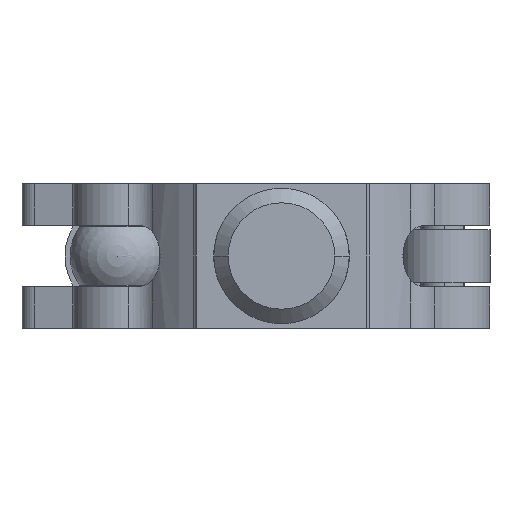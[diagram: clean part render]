
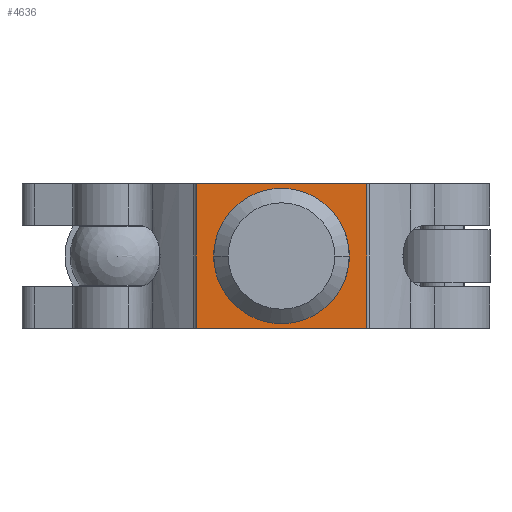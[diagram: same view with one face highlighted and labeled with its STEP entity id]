
A CAD part, front view. The second image highlights one B-rep face of the part: STEP entity #4636.
In plain terms, the highlighted planar face has unit normal (0, -1, 0).
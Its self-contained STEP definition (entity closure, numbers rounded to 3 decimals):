
#360 = DIRECTION ( 'NONE',  ( 0., 1., 0. ) ) ;
#928 = EDGE_CURVE ( 'NONE', #6028, #3572, #5861, .T. ) ;
#1047 = DIRECTION ( 'NONE',  ( 0., 0., 1. ) ) ;
#1415 = DIRECTION ( 'NONE',  ( 0., 0., 1. ) ) ;
#1625 = AXIS2_PLACEMENT_3D ( 'NONE', #8618, #360, #1415 ) ;
#1730 = CARTESIAN_POINT ( 'NONE',  ( -17.625, 0., 14.95 ) ) ;
#1909 = EDGE_CURVE ( 'NONE', #6062, #10972, #7457, .T. ) ;
#1942 = DIRECTION ( 'NONE',  ( 0., 1., 0. ) ) ;
#2269 = LINE ( 'NONE', #1730, #11525 ) ;
#2506 = CARTESIAN_POINT ( 'NONE',  ( 0., 0., 0. ) ) ;
#2600 = CARTESIAN_POINT ( 'NONE',  ( -17.625, 0., 14.95 ) ) ;
#2739 = LINE ( 'NONE', #5694, #8184 ) ;
#2892 = CARTESIAN_POINT ( 'NONE',  ( 17.625, 0., 14.95 ) ) ;
#2993 = CARTESIAN_POINT ( 'NONE',  ( 0., 0., 0. ) ) ;
#3389 = DIRECTION ( 'NONE',  ( 0., 1., 0. ) ) ;
#3494 = ORIENTED_EDGE ( 'NONE', *, *, #5490, .T. ) ;
#3572 = VERTEX_POINT ( 'NONE', #12671 ) ;
#4271 = AXIS2_PLACEMENT_3D ( 'NONE', #2506, #3389, #13032 ) ;
#4473 = ORIENTED_EDGE ( 'NONE', *, *, #928, .F. ) ;
#4636 = ADVANCED_FACE ( 'NONE', ( #10796, #13303 ), #11924, .F. ) ;
#4980 = CIRCLE ( 'NONE', #6432, 6.35 ) ;
#5072 = CARTESIAN_POINT ( 'NONE',  ( 0., 0., 6.35 ) ) ;
#5080 = CARTESIAN_POINT ( 'NONE',  ( 0., 0., -6.35 ) ) ;
#5490 = EDGE_CURVE ( 'NONE', #10972, #6062, #4980, .T. ) ;
#5694 = CARTESIAN_POINT ( 'NONE',  ( -17.625, 0., 14.95 ) ) ;
#5861 = LINE ( 'NONE', #6194, #11163 ) ;
#6028 = VERTEX_POINT ( 'NONE', #2892 ) ;
#6062 = VERTEX_POINT ( 'NONE', #5072 ) ;
#6194 = CARTESIAN_POINT ( 'NONE',  ( 17.625, 0., 14.95 ) ) ;
#6432 = AXIS2_PLACEMENT_3D ( 'NONE', #2993, #1942, #1047 ) ;
#6453 = EDGE_LOOP ( 'NONE', ( #13735, #4473, #10769, #9093 ) ) ;
#6480 = VECTOR ( 'NONE', #11087, 1000. ) ;
#7457 = CIRCLE ( 'NONE', #4271, 6.35 ) ;
#7686 = ORIENTED_EDGE ( 'NONE', *, *, #1909, .T. ) ;
#7779 = DIRECTION ( 'NONE',  ( 1., 0., 0. ) ) ;
#8163 = DIRECTION ( 'NONE',  ( 0., 0., -1. ) ) ;
#8184 = VECTOR ( 'NONE', #13101, 1000. ) ;
#8288 = LINE ( 'NONE', #11876, #6480 ) ;
#8618 = CARTESIAN_POINT ( 'NONE',  ( -17.625, 0., 14.95 ) ) ;
#8634 = EDGE_CURVE ( 'NONE', #10104, #6028, #2269, .T. ) ;
#9093 = ORIENTED_EDGE ( 'NONE', *, *, #9528, .T. ) ;
#9528 = EDGE_CURVE ( 'NONE', #10104, #11482, #2739, .T. ) ;
#10104 = VERTEX_POINT ( 'NONE', #2600 ) ;
#10769 = ORIENTED_EDGE ( 'NONE', *, *, #8634, .F. ) ;
#10796 = FACE_BOUND ( 'NONE', #13516, .T. ) ;
#10972 = VERTEX_POINT ( 'NONE', #5080 ) ;
#11087 = DIRECTION ( 'NONE',  ( 1., 0., 0. ) ) ;
#11163 = VECTOR ( 'NONE', #8163, 1000. ) ;
#11355 = EDGE_CURVE ( 'NONE', #11482, #3572, #8288, .T. ) ;
#11482 = VERTEX_POINT ( 'NONE', #12283 ) ;
#11525 = VECTOR ( 'NONE', #7779, 1000. ) ;
#11876 = CARTESIAN_POINT ( 'NONE',  ( -17.625, 0., -14.95 ) ) ;
#11924 = PLANE ( 'NONE',  #1625 ) ;
#12283 = CARTESIAN_POINT ( 'NONE',  ( -17.625, 0., -14.95 ) ) ;
#12671 = CARTESIAN_POINT ( 'NONE',  ( 17.625, 0., -14.95 ) ) ;
#13032 = DIRECTION ( 'NONE',  ( 0., 0., 1. ) ) ;
#13101 = DIRECTION ( 'NONE',  ( 0., 0., -1. ) ) ;
#13303 = FACE_OUTER_BOUND ( 'NONE', #6453, .T. ) ;
#13516 = EDGE_LOOP ( 'NONE', ( #3494, #7686 ) ) ;
#13735 = ORIENTED_EDGE ( 'NONE', *, *, #11355, .T. ) ;
